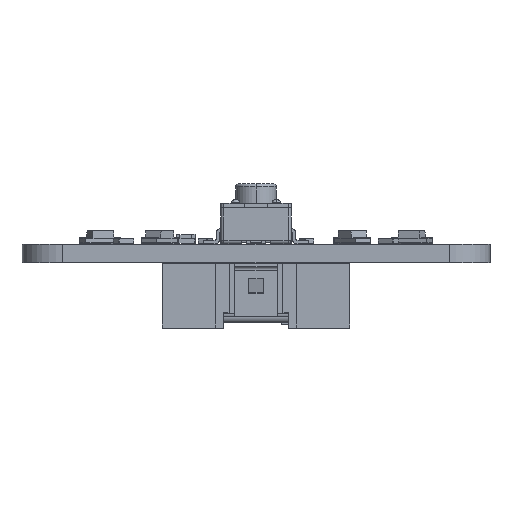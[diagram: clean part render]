
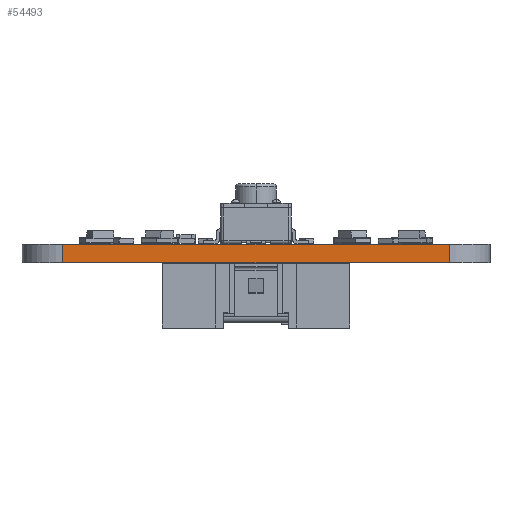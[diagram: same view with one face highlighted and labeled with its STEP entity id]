
A CAD part, front view. The second image highlights one B-rep face of the part: STEP entity #54493.
In plain terms, the highlighted planar face has unit normal (0, -1, 0).
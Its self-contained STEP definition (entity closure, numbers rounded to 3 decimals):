
#53589 = PLANE('',#53590);
#53590 = AXIS2_PLACEMENT_3D('',#53591,#53592,#53593);
#53591 = CARTESIAN_POINT('',(100.,-100.,1.6));
#53592 = DIRECTION('',(0.,0.,1.));
#53593 = DIRECTION('',(1.,0.,0.));
#53617 = CYLINDRICAL_SURFACE('',#53618,3.5);
#53618 = AXIS2_PLACEMENT_3D('',#53619,#53620,#53621);
#53619 = CARTESIAN_POINT('',(83.5,-121.5,0.));
#53620 = DIRECTION('',(0.,0.,-1.));
#53621 = DIRECTION('',(1.,0.,0.));
#53643 = PLANE('',#53644);
#53644 = AXIS2_PLACEMENT_3D('',#53645,#53646,#53647);
#53645 = CARTESIAN_POINT('',(100.,-100.,0.));
#53646 = DIRECTION('',(0.,0.,1.));
#53647 = DIRECTION('',(1.,0.,0.));
#53738 = VERTEX_POINT('',#53739);
#53739 = CARTESIAN_POINT('',(83.5,-125.,1.6));
#53761 = EDGE_CURVE('',#53762,#53738,#53764,.T.);
#53762 = VERTEX_POINT('',#53763);
#53763 = CARTESIAN_POINT('',(83.5,-125.,0.));
#53764 = SURFACE_CURVE('',#53765,(#53769,#53776),.PCURVE_S1.);
#53765 = LINE('',#53766,#53767);
#53766 = CARTESIAN_POINT('',(83.5,-125.,0.));
#53767 = VECTOR('',#53768,1.);
#53768 = DIRECTION('',(0.,0.,1.));
#53769 = PCURVE('',#53617,#53770);
#53770 = DEFINITIONAL_REPRESENTATION('',(#53771),#53775);
#53771 = LINE('',#53772,#53773);
#53772 = CARTESIAN_POINT('',(-4.712,0.));
#53773 = VECTOR('',#53774,1.);
#53774 = DIRECTION('',(0.,-1.));
#53775 = ( GEOMETRIC_REPRESENTATION_CONTEXT(2) 
PARAMETRIC_REPRESENTATION_CONTEXT() REPRESENTATION_CONTEXT('2D SPACE',''
  ) );
#53776 = PCURVE('',#53777,#53782);
#53777 = PLANE('',#53778);
#53778 = AXIS2_PLACEMENT_3D('',#53779,#53780,#53781);
#53779 = CARTESIAN_POINT('',(83.5,-125.,0.));
#53780 = DIRECTION('',(0.,1.,0.));
#53781 = DIRECTION('',(1.,0.,0.));
#53782 = DEFINITIONAL_REPRESENTATION('',(#53783),#53787);
#53783 = LINE('',#53784,#53785);
#53784 = CARTESIAN_POINT('',(0.,0.));
#53785 = VECTOR('',#53786,1.);
#53786 = DIRECTION('',(0.,-1.));
#53787 = ( GEOMETRIC_REPRESENTATION_CONTEXT(2) 
PARAMETRIC_REPRESENTATION_CONTEXT() REPRESENTATION_CONTEXT('2D SPACE',''
  ) );
#53816 = EDGE_CURVE('',#53762,#53817,#53819,.T.);
#53817 = VERTEX_POINT('',#53818);
#53818 = CARTESIAN_POINT('',(116.5,-125.,0.));
#53819 = SURFACE_CURVE('',#53820,(#53824,#53831),.PCURVE_S1.);
#53820 = LINE('',#53821,#53822);
#53821 = CARTESIAN_POINT('',(83.5,-125.,0.));
#53822 = VECTOR('',#53823,1.);
#53823 = DIRECTION('',(1.,0.,0.));
#53824 = PCURVE('',#53643,#53825);
#53825 = DEFINITIONAL_REPRESENTATION('',(#53826),#53830);
#53826 = LINE('',#53827,#53828);
#53827 = CARTESIAN_POINT('',(-16.5,-25.));
#53828 = VECTOR('',#53829,1.);
#53829 = DIRECTION('',(1.,0.));
#53830 = ( GEOMETRIC_REPRESENTATION_CONTEXT(2) 
PARAMETRIC_REPRESENTATION_CONTEXT() REPRESENTATION_CONTEXT('2D SPACE',''
  ) );
#53831 = PCURVE('',#53777,#53832);
#53832 = DEFINITIONAL_REPRESENTATION('',(#53833),#53837);
#53833 = LINE('',#53834,#53835);
#53834 = CARTESIAN_POINT('',(0.,0.));
#53835 = VECTOR('',#53836,1.);
#53836 = DIRECTION('',(1.,0.));
#53837 = ( GEOMETRIC_REPRESENTATION_CONTEXT(2) 
PARAMETRIC_REPRESENTATION_CONTEXT() REPRESENTATION_CONTEXT('2D SPACE',''
  ) );
#53856 = CYLINDRICAL_SURFACE('',#53857,3.5);
#53857 = AXIS2_PLACEMENT_3D('',#53858,#53859,#53860);
#53858 = CARTESIAN_POINT('',(116.5,-121.5,0.));
#53859 = DIRECTION('',(0.,0.,-1.));
#53860 = DIRECTION('',(1.,0.,0.));
#54169 = EDGE_CURVE('',#53738,#54170,#54172,.T.);
#54170 = VERTEX_POINT('',#54171);
#54171 = CARTESIAN_POINT('',(116.5,-125.,1.6));
#54172 = SURFACE_CURVE('',#54173,(#54177,#54184),.PCURVE_S1.);
#54173 = LINE('',#54174,#54175);
#54174 = CARTESIAN_POINT('',(83.5,-125.,1.6));
#54175 = VECTOR('',#54176,1.);
#54176 = DIRECTION('',(1.,0.,0.));
#54177 = PCURVE('',#53589,#54178);
#54178 = DEFINITIONAL_REPRESENTATION('',(#54179),#54183);
#54179 = LINE('',#54180,#54181);
#54180 = CARTESIAN_POINT('',(-16.5,-25.));
#54181 = VECTOR('',#54182,1.);
#54182 = DIRECTION('',(1.,0.));
#54183 = ( GEOMETRIC_REPRESENTATION_CONTEXT(2) 
PARAMETRIC_REPRESENTATION_CONTEXT() REPRESENTATION_CONTEXT('2D SPACE',''
  ) );
#54184 = PCURVE('',#53777,#54185);
#54185 = DEFINITIONAL_REPRESENTATION('',(#54186),#54190);
#54186 = LINE('',#54187,#54188);
#54187 = CARTESIAN_POINT('',(0.,-1.6));
#54188 = VECTOR('',#54189,1.);
#54189 = DIRECTION('',(1.,0.));
#54190 = ( GEOMETRIC_REPRESENTATION_CONTEXT(2) 
PARAMETRIC_REPRESENTATION_CONTEXT() REPRESENTATION_CONTEXT('2D SPACE',''
  ) );
#54493 = ADVANCED_FACE('',(#54494),#53777,.F.);
#54494 = FACE_BOUND('',#54495,.F.);
#54495 = EDGE_LOOP('',(#54496,#54497,#54498,#54519));
#54496 = ORIENTED_EDGE('',*,*,#53761,.T.);
#54497 = ORIENTED_EDGE('',*,*,#54169,.T.);
#54498 = ORIENTED_EDGE('',*,*,#54499,.F.);
#54499 = EDGE_CURVE('',#53817,#54170,#54500,.T.);
#54500 = SURFACE_CURVE('',#54501,(#54505,#54512),.PCURVE_S1.);
#54501 = LINE('',#54502,#54503);
#54502 = CARTESIAN_POINT('',(116.5,-125.,0.));
#54503 = VECTOR('',#54504,1.);
#54504 = DIRECTION('',(0.,0.,1.));
#54505 = PCURVE('',#53777,#54506);
#54506 = DEFINITIONAL_REPRESENTATION('',(#54507),#54511);
#54507 = LINE('',#54508,#54509);
#54508 = CARTESIAN_POINT('',(33.,0.));
#54509 = VECTOR('',#54510,1.);
#54510 = DIRECTION('',(0.,-1.));
#54511 = ( GEOMETRIC_REPRESENTATION_CONTEXT(2) 
PARAMETRIC_REPRESENTATION_CONTEXT() REPRESENTATION_CONTEXT('2D SPACE',''
  ) );
#54512 = PCURVE('',#53856,#54513);
#54513 = DEFINITIONAL_REPRESENTATION('',(#54514),#54518);
#54514 = LINE('',#54515,#54516);
#54515 = CARTESIAN_POINT('',(-4.712,0.));
#54516 = VECTOR('',#54517,1.);
#54517 = DIRECTION('',(0.,-1.));
#54518 = ( GEOMETRIC_REPRESENTATION_CONTEXT(2) 
PARAMETRIC_REPRESENTATION_CONTEXT() REPRESENTATION_CONTEXT('2D SPACE',''
  ) );
#54519 = ORIENTED_EDGE('',*,*,#53816,.F.);
